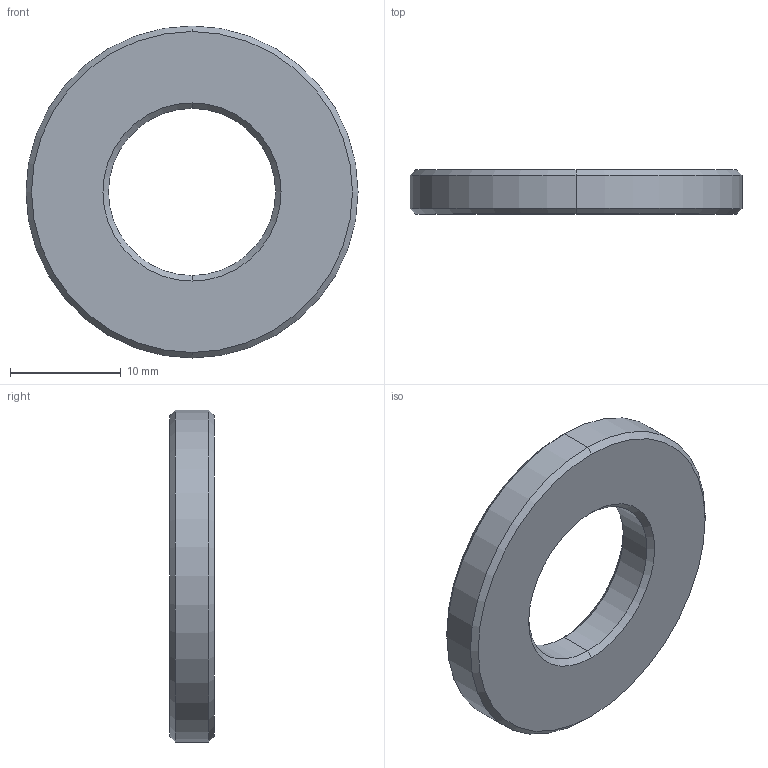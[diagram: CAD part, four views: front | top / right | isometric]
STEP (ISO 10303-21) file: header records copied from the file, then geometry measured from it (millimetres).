
FILE_DESCRIPTION (( 'STEP AP203' ), '1' );
FILE_NAME ('W儂凳菁裔.', '2024-02-18T19:24:14', ( '' ), ( '' ), 'SwSTEP 2.0', 'SolidWorks 2022', '' );
FILE_SCHEMA (( 'CONFIG_CONTROL_DESIGN' ));
Length unit declared in the file: millimetre
Products named in the file (1): Wｻ彧ｹｵﾗｸﾇｦﾌ｡ﾁ__|ｨｬ_ｨ｢__
Bounding box: 30 x 4 x 30 mm (x, y, z)
Volume: 1808 mm3; surface area: 1767.6 mm2
Topology: 1 solids, 1 shells, 44 faces, 88 edges, 52 vertices
Faces by surface type: cone 20, cylinder 16, plane 8
Entity records: 1225 total; most frequent: DIRECTION 230, CARTESIAN_POINT 185, ORIENTED_EDGE 176, AXIS2_PLACEMENT_3D 97, EDGE_CURVE 88, EDGE_LOOP 52, VERTEX_POINT 52, CIRCLE 52
